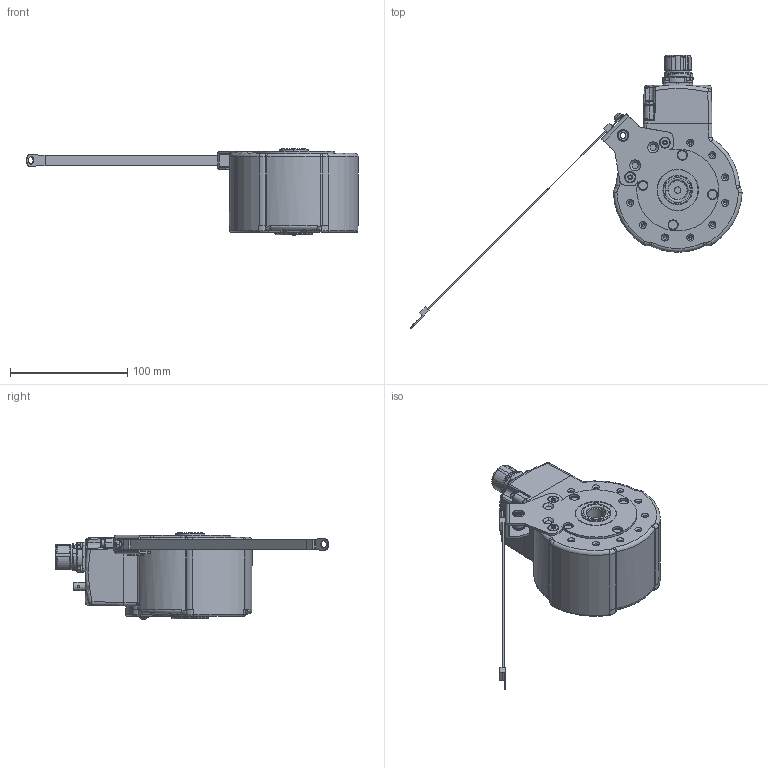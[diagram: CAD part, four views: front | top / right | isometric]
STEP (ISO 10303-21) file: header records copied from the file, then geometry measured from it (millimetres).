
FILE_DESCRIPTION((''),'2;1');
FILE_NAME('809787-01-K01_ASM_SW0001','2011-11-02T',('SE2994'),(''),'PRO/ENGINEER BY PARAMETRIC TECHNOLOGY CORPORATION, 2010180','PRO/ENGINEER BY PARAMETRIC TECHNOLOGY CORPORATION, 2010180','');
FILE_SCHEMA(('CONFIG_CONTROL_DESIGN','SHAPE_APPEARANCE_LAYERS_GROUPS'));
Length unit declared in the file: millimetre
Products named in the file (1): 809787-01-K01_ASM_SW0001
Bounding box: 283.69 x 233.54 x 73.8 mm (x, y, z)
Volume: 305801.8 mm3; surface area: 129778.4 mm2
Topology: 2 solids, 3 shells, 1653 faces, 4283 edges, 2671 vertices
Faces by surface type: cylinder 707, plane 400, torus 194, bspline 147, cone 138, sphere 54, revolution 10, extrusion 3
Entity records: 75909 total; most frequent: CARTESIAN_POINT 23203, DIRECTION 8842, ORIENTED_EDGE 8408, EDGE_CURVE 4204, AXIS2_PLACEMENT_3D 3772, VERTEX_POINT 2671, CIRCLE 2279, FILL_AREA_STYLE_COLOUR 1881
